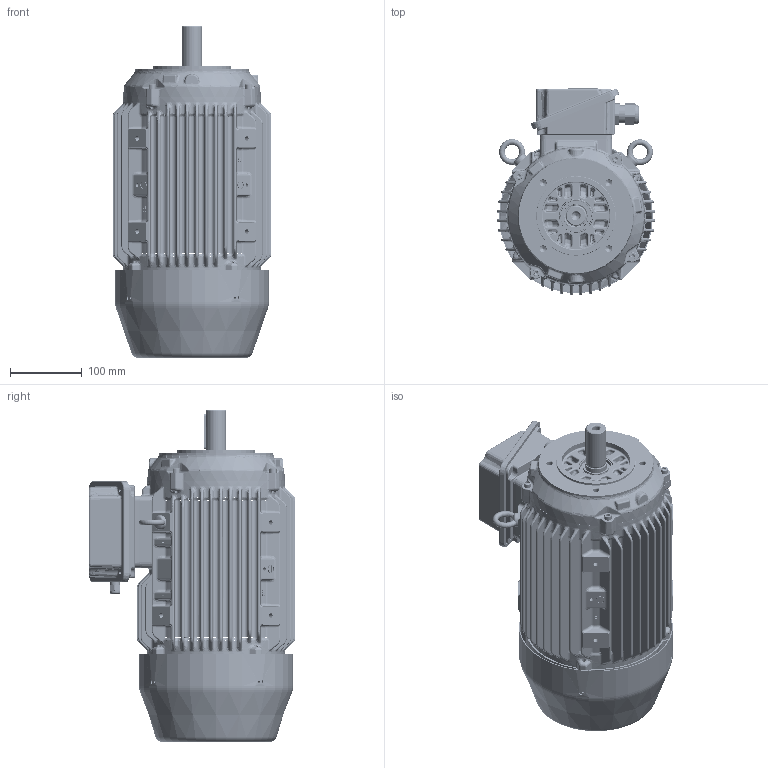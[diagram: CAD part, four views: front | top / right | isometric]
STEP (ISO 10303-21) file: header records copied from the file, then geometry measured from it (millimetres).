
FILE_DESCRIPTION(/* description */ (''),/* implementation_level */ '2;1');
FILE_NAME(/* name */ '6521643xx.stp',/* time_stamp */ '2020-12-02T06:18:53+03:00',/* author */ (''),/* organization */ (''),/* preprocessor_version */ 'ST-DEVELOPER v16',/* originating_system */ 'SIEMENS PLM Software NX 11.0',/* authorisation */ '');
FILE_SCHEMA (('AUTOMOTIVE_DESIGN { 1 0 10303 214 3 1 1 1 }'));
Products named in the file (1): 260037F440EAov9l
Bounding box: 221.48 x 288.63 x 463.5 mm (x, y, z)
Surface area: 747293.8 mm2 (no closed solid volume)
Topology: 0 solids, 75 shells, 4738 faces, 14407 edges, 9154 vertices
Faces by surface type: bspline 1660, cylinder 1360, plane 896, torus 353, cone 275, sphere 186, extrusion 8
Full cylindrical faces by diameter (mm): 2.5 x2, 3.3 x2, 3.5 x5, 4 x1, 4.5 x8, 5 x10, 6.8 x6, 8 x1, 8.5 x5, 10 x8, 10.5 x1, 12 x2, 13.2 x1, 15 x1, 17.2 x2, 20 x2, 23.6 x1, 24.2 x1, 25.25 x2, 27.4 x1, 27.7 x2, 28 x1, 30 x1, 35.825 x1, 47 x1, 110 x1, 212 x1, 215 x1
Entity records: 200759 total; most frequent: CARTESIAN_POINT 87042, ORIENTED_EDGE 23099, DIRECTION 21788, EDGE_CURVE 13954, VERTEX_POINT 9113, AXIS2_PLACEMENT_3D 8852, CIRCLE 5196, EDGE_LOOP 5167
